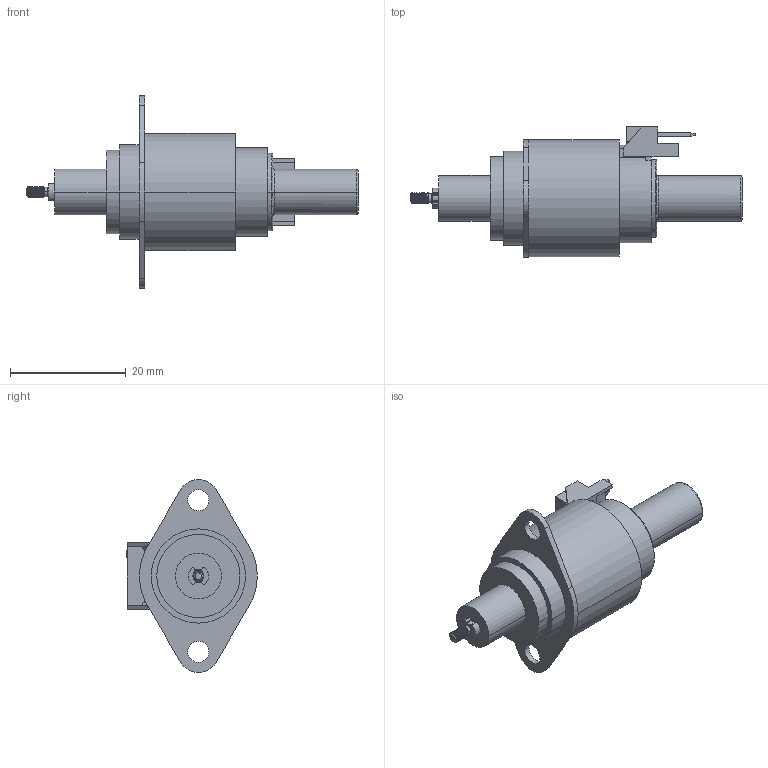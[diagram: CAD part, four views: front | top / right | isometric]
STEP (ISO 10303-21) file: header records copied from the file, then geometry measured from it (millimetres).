
FILE_DESCRIPTION((''),'2;1');
FILE_NAME('20DBM-K_3D_DRAWING_ASM','2020-06-07T',('Sandip.Dhanwate'),(''),'PRO/ENGINEER BY PARAMETRIC TECHNOLOGY CORPORATION, 2014310','PRO/ENGINEER BY PARAMETRIC TECHNOLOGY CORPORATION, 2014310','');
FILE_SCHEMA(('CONFIG_CONTROL_DESIGN'));
Length unit declared in the file: inch
Products named in the file (17): 053NM-1526-001_4_1_1; OVERMOLD_209NM-1526-001_4_1_1; 209NM-1526-001_ASM_4_ASM_1_ASM__ASM; 149DM-1512-001_4_1_1; 034NM-1526_2_1_1; 034NM-1527-001_2_1_1; 190NM-1604-001_AF0_1_1_1; 190DM-1603-001_ASM_2_ASM_1_ASM__ASM; 221DM-1541-001__1_1_1; 20DBM05D1B-K_ASM_3_ASM_1_ASM_1_ASM; 148NM-1529-001_2_1; PRT0001_1_1; PRT0002_1_1; 20DBM05D1B-K_ASM_ASM_1_ASM_1_ASM; 20DBM05D1B-K_ASM_ASM_1_ASM; 034-5012-001_1; 20DBM-K_3D_DRAWING_ASM
Assembly tree (20 placements, depth 6):
  20DBM-K_3D_DRAWING_ASM
    20DBM05D1B-K_ASM_ASM_1_ASM
      20DBM05D1B-K_ASM_ASM_1_ASM_1_ASM
        20DBM05D1B-K_ASM_3_ASM_1_ASM_1_ASM
          209NM-1526-001_ASM_4_ASM_1_ASM__ASM
            053NM-1526-001_4_1_1  x4
            OVERMOLD_209NM-1526-001_4_1_1
          149DM-1512-001_4_1_1
          034NM-1526_2_1_1
          034NM-1527-001_2_1_1
          190DM-1603-001_ASM_2_ASM_1_ASM__ASM
            190NM-1604-001_AF0_1_1_1
          221DM-1541-001__1_1_1
        148NM-1529-001_2_1  x2
        PRT0001_1_1
        PRT0002_1_1
    034-5012-001_1
Bounding box: 57.29 x 22.53 x 33.27 mm (x, y, z)
Volume: 10492.4 mm3; surface area: 8464.5 mm2
Topology: 15 solids, 19 shells, 452 faces, 1223 edges, 817 vertices
Faces by surface type: plane 264, cylinder 161, bspline 15, torus 8, cone 4
Entity records: 19889 total; most frequent: CARTESIAN_POINT 10506, DIRECTION 1943, ORIENTED_EDGE 1878, EDGE_CURVE 939, AXIS2_PLACEMENT_3D 683, VERTEX_POINT 629, VECTOR 577, LINE 577
